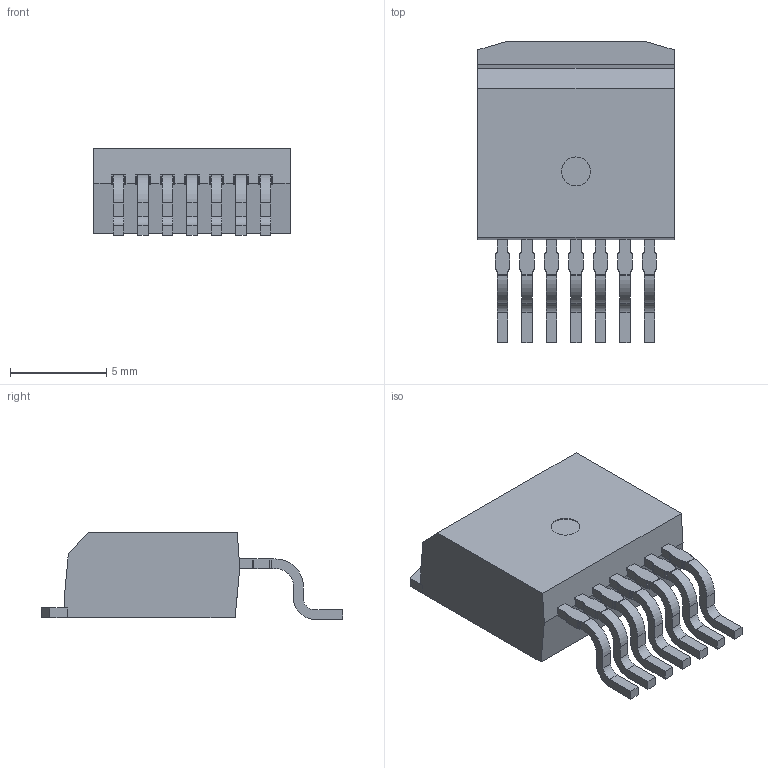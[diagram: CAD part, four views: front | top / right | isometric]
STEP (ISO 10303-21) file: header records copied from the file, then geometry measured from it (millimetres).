
FILE_DESCRIPTION(('STEP AP214'),'1');
FILE_NAME('TO-263-7L.stp','2023-11-03T18:59:08',(' '),(' '),'Spatial InterOp 3D',' ',' ');
FILE_SCHEMA(('AUTOMOTIVE_DESIGN { 1 0 10303 214 1 1 1 1 }'));
Length unit declared in the file: metre
Products named in the file (10): TO-263-7L; Component1; Component2; Component3; Component4; Component5; Component6; Component7; Component8; Component9
Assembly tree (9 placements, depth 2):
  TO-263-7L
    Component1
    Component2
    Component3
    Component4
    Component5
    Component6
    Component7
    Component8
    Component9
Bounding box: 10.18 x 15.62 x 4.49 mm (x, y, z)
Volume: 412.5 mm3; surface area: 630.4 mm2
Topology: 9 solids, 9 shells, 309 faces, 895 edges, 606 vertices
Faces by surface type: plane 250, cylinder 45, bspline 14
Entity records: 10581 total; most frequent: CARTESIAN_POINT 2058, ORIENTED_EDGE 1790, DIRECTION 1623, EDGE_CURVE 895, LINE 777, VECTOR 777, VERTEX_POINT 606, AXIS2_PLACEMENT_3D 423
